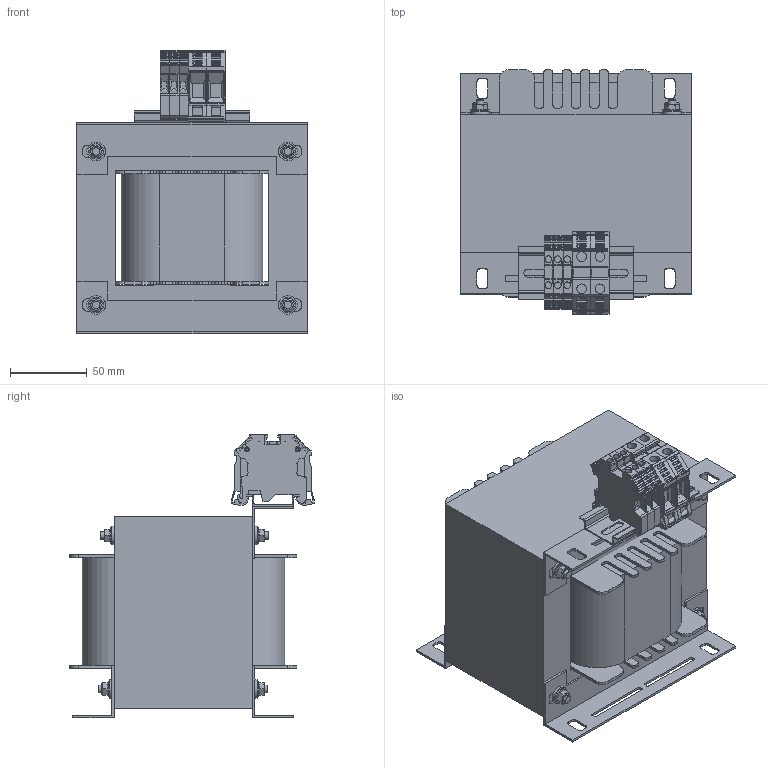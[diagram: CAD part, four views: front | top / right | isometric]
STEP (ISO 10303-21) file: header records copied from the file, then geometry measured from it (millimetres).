
FILE_DESCRIPTION(/* description */ (''),/* implementation_level */ '2;1');
FILE_NAME(/* name */ 'TS002163000.stp',/* time_stamp */ '2022-09-21T08:42:08+02:00',/* author */ ('velazquez'),/* organization */ ('MANUMAG'),/* preprocessor_version */ 'ST-DEVELOPER v19.2',/* originating_system */ 'Autodesk Inventor 2023',/* authorisation */ '');
FILE_SCHEMA (('AUTOMOTIVE_DESIGN { 1 0 10303 214 3 1 1 }'));
Length unit declared in the file: millimetre
Products named in the file (12): TS002163000; EI150 x 125 - 90 (RC50); AF50DIN; centrador M5; Varilla m5x110; DIN 934 - M5; DIN 125 - A 5,3; EI 150 X 125 - 90; carril 3 agujeros; FICHA 4; FICHA 4 AM_VE; 16_35
Assembly tree (39 placements, depth 2):
  TS002163000
    EI150 x 125 - 90 (RC50)
    AF50DIN  x3
    centrador M5  x8
    Varilla m5x110  x4
    DIN 934 - M5  x8
    DIN 125 - A 5,3  x8
    EI 150 X 125 - 90
    carril 3 agujeros
    FICHA 4  x2
    FICHA 4 AM_VE
    16_35  x2
Bounding box: 150 x 159.3 x 184.95 mm (x, y, z)
Volume: 1974821.7 mm3; surface area: 299431.9 mm2
Topology: 39 solids, 43 shells, 2333 faces, 6249 edges, 4020 vertices
Faces by surface type: plane 1481, cylinder 694, cone 60, torus 52, bspline 28, sphere 18
Full cylindrical faces by diameter (mm): 2.4 x6, 2.5 x6, 2.75 x6, 2.95 x6, 4.134 x8, 4.3 x6, 5 x12, 5.3 x8, 5.9 x8, 6.3 x4, 8 x4, 10 x8, 12 x8
Entity records: 45256 total; most frequent: CARTESIAN_POINT 9779, ORIENTED_EDGE 7230, DIRECTION 7163, EDGE_CURVE 3615, LINE 2693, VECTOR 2693, VERTEX_POINT 2337, AXIS2_PLACEMENT_3D 2235
